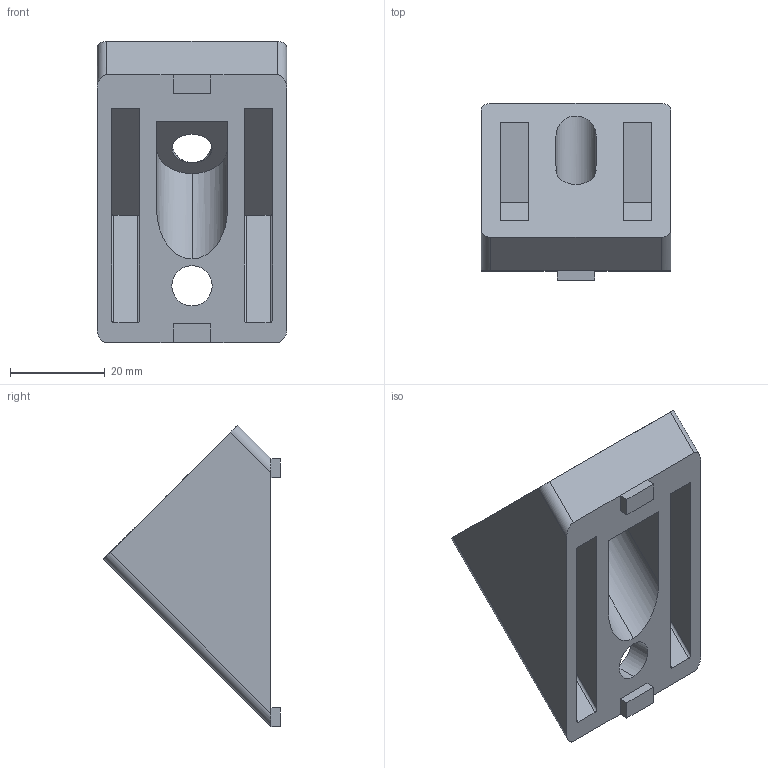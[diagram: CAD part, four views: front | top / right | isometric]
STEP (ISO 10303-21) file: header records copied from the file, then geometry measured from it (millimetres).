
FILE_DESCRIPTION (( 'STEP AP203' ), '1' );
FILE_NAME ('084.305.011.STEP', '2018-03-01T14:18:06', ( 'Localadmin' ), ( 'Microsoft' ), 'SwSTEP 2.0', 'SolidWorks 2016', '' );
FILE_SCHEMA (( 'CONFIG_CONTROL_DESIGN' ));
Length unit declared in the file: millimetre
Products named in the file (1): 084.305.011
Bounding box: 40 x 37.36 x 63.64 mm (x, y, z)
Volume: 31952.3 mm3; surface area: 13465.4 mm2
Topology: 1 solids, 1 shells, 63 faces, 161 edges, 106 vertices
Faces by surface type: plane 44, cylinder 19
Entity records: 1968 total; most frequent: CARTESIAN_POINT 388, ORIENTED_EDGE 322, DIRECTION 290, EDGE_CURVE 161, VECTOR 122, LINE 122, VERTEX_POINT 106, AXIS2_PLACEMENT_3D 84
